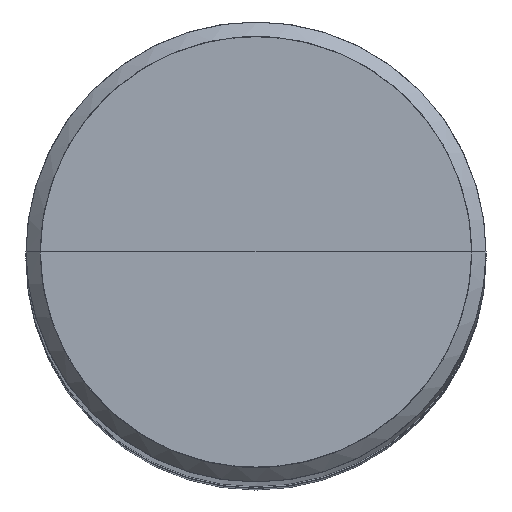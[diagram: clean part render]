
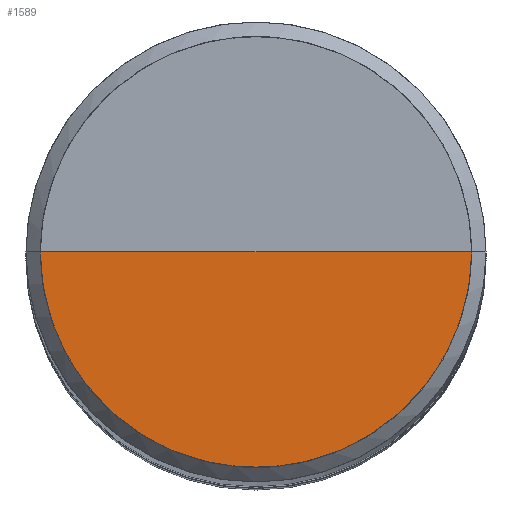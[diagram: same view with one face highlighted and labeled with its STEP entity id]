
A CAD part, top view. The second image highlights one B-rep face of the part: STEP entity #1589.
In plain terms, the highlighted free-form (B-spline) face has degree [1, 2] with [2, 5] control points.
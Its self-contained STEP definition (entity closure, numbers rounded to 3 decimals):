
#1148=CARTESIAN_POINT('',(7.5,0.0,125.0));
#1152=CARTESIAN_POINT('',(-7.5,0.0,125.0));
#1153=CARTESIAN_POINT('',(0.0,0.0,125.0));
#1169=CARTESIAN_POINT('',(-7.5,-7.5,125.0));
#1170=CARTESIAN_POINT('',(0.0,-7.5,125.0));
#1171=CARTESIAN_POINT('',(7.5,-7.5,125.0));
#1574=(
BOUNDED_SURFACE()
B_SPLINE_SURFACE(1,2,(
(#1152,#1169,#1170,#1171,#1148),
(#1153,#1153,#1153,#1153,#1153)
), .UNSPECIFIED.,.F.,.F.,.F.)
B_SPLINE_SURFACE_WITH_KNOTS((2,2),(3,2,3),(
0.0,1.0),(
0.0,0.5,1.0), .UNSPECIFIED.)
GEOMETRIC_REPRESENTATION_ITEM()
RATIONAL_B_SPLINE_SURFACE(((1.0,0.707,1.0,0.707,1.0),
(1.0,0.707,1.0,0.707,1.0)
))
REPRESENTATION_ITEM('')
SURFACE()
);
#1575=(
BOUNDED_CURVE()
B_SPLINE_CURVE(2,(#1148,#1171,#1170,#1169,#1152),.UNSPECIFIED.,.F.,.F.)
B_SPLINE_CURVE_WITH_KNOTS((3,2,3),
(0.0,0.5,1.0),.UNSPECIFIED.)
CURVE()
GEOMETRIC_REPRESENTATION_ITEM()
RATIONAL_B_SPLINE_CURVE((1.0,0.707,1.0,0.707,1.0))
REPRESENTATION_ITEM('')
);
#1576=(
BOUNDED_CURVE()
B_SPLINE_CURVE(1,(#1152,#1153),.UNSPECIFIED.,.F.,.F.)
B_SPLINE_CURVE_WITH_KNOTS((2,2),
(0.0,1.0),.UNSPECIFIED.)
CURVE()
GEOMETRIC_REPRESENTATION_ITEM()
RATIONAL_B_SPLINE_CURVE((1.0,1.0))
REPRESENTATION_ITEM('')
);
#1577=(
BOUNDED_CURVE()
B_SPLINE_CURVE(1,(#1153,#1148),.UNSPECIFIED.,.F.,.F.)
B_SPLINE_CURVE_WITH_KNOTS((2,2),
(0.0,1.0),.UNSPECIFIED.)
CURVE()
GEOMETRIC_REPRESENTATION_ITEM()
RATIONAL_B_SPLINE_CURVE((1.0,1.0))
REPRESENTATION_ITEM('')
);
#1578=VERTEX_POINT('',#1148);
#1579=VERTEX_POINT('',#1152);
#1580=VERTEX_POINT('',#1153);
#1581=EDGE_CURVE('',#1578,#1579,#1575,.T.);
#1582=EDGE_CURVE('',#1579,#1580,#1576,.T.);
#1583=EDGE_CURVE('',#1580,#1578,#1577,.T.);
#1584=ORIENTED_EDGE('',*,*,#1581,.T.);
#1585=ORIENTED_EDGE('',*,*,#1582,.T.);
#1586=ORIENTED_EDGE('',*,*,#1583,.T.);
#1587=EDGE_LOOP('',(#1584,#1585,#1586));
#1588=FACE_OUTER_BOUND('',#1587,.T.);
#1589=ADVANCED_FACE('',(#1588),#1574,.T.);
